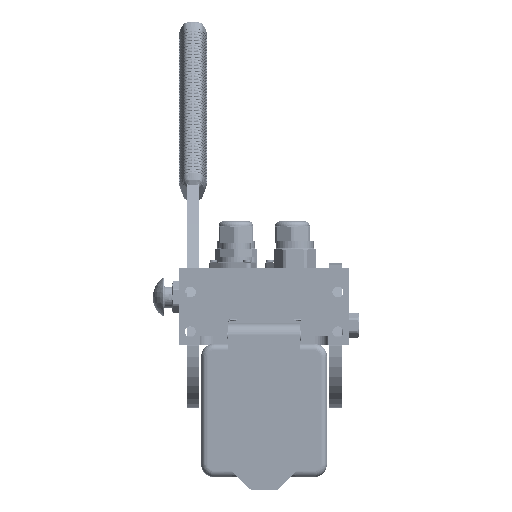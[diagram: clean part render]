
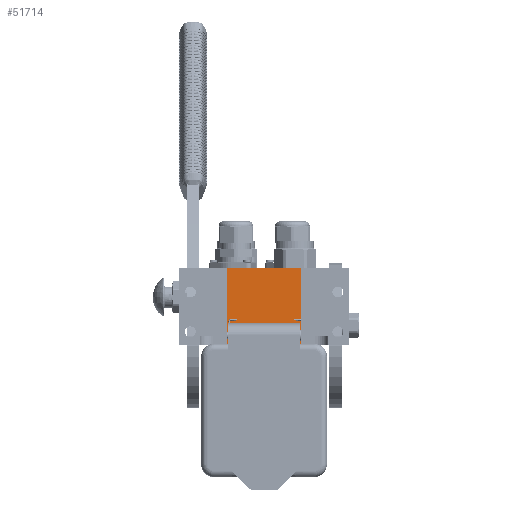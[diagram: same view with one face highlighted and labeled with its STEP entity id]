
A CAD part, left-side view. The second image highlights one B-rep face of the part: STEP entity #51714.
In plain terms, the highlighted face is planar.
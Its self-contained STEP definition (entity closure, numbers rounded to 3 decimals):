
#901 = VECTOR ( 'NONE', #177317, 1000. ) ;
#10313 = EDGE_CURVE ( 'NONE', #134423, #32665, #152424, .T. ) ;
#27397 = DIRECTION ( 'NONE',  ( -1., 0., 0. ) ) ;
#32665 = VERTEX_POINT ( 'NONE', #148060 ) ;
#34946 = LINE ( 'NONE', #110323, #59794 ) ;
#36582 = EDGE_CURVE ( 'NONE', #46144, #161581, #34946, .T. ) ;
#39258 = EDGE_CURVE ( 'NONE', #134423, #46144, #155304, .T. ) ;
#46144 = VERTEX_POINT ( 'NONE', #159033 ) ;
#51714 = ADVANCED_FACE ( 'NONE', ( #74998 ), #153793, .T. ) ;
#58513 = CARTESIAN_POINT ( 'NONE',  ( 29., 0., -107.5 ) ) ;
#59794 = VECTOR ( 'NONE', #78579, 1000. ) ;
#60681 = CARTESIAN_POINT ( 'NONE',  ( -29., 60.2, -107.5 ) ) ;
#63749 = VECTOR ( 'NONE', #186154, 1000. ) ;
#74347 = CARTESIAN_POINT ( 'NONE',  ( 29., 0., -107.5 ) ) ;
#74998 = FACE_OUTER_BOUND ( 'NONE', #136053, .T. ) ;
#78579 = DIRECTION ( 'NONE',  ( -1., 0., 0. ) ) ;
#87813 = ORIENTED_EDGE ( 'NONE', *, *, #200096, .T. ) ;
#90282 = DIRECTION ( 'NONE',  ( 0., 0., -1. ) ) ;
#102888 = DIRECTION ( 'NONE',  ( -1., 0., 0. ) ) ;
#110323 = CARTESIAN_POINT ( 'NONE',  ( 29., 60.2, -107.5 ) ) ;
#112086 = LINE ( 'NONE', #160731, #901 ) ;
#126262 = ORIENTED_EDGE ( 'NONE', *, *, #39258, .F. ) ;
#133053 = CARTESIAN_POINT ( 'NONE',  ( 29., 0., -107.5 ) ) ;
#134423 = VERTEX_POINT ( 'NONE', #133053 ) ;
#134780 = AXIS2_PLACEMENT_3D ( 'NONE', #58513, #90282, #27397 ) ;
#136053 = EDGE_LOOP ( 'NONE', ( #87813, #188254, #126262, #179960 ) ) ;
#148060 = CARTESIAN_POINT ( 'NONE',  ( -29., 0., -107.5 ) ) ;
#152424 = LINE ( 'NONE', #165716, #199281 ) ;
#153793 = PLANE ( 'NONE',  #134780 ) ;
#155304 = LINE ( 'NONE', #74347, #63749 ) ;
#159033 = CARTESIAN_POINT ( 'NONE',  ( 29., 60.2, -107.5 ) ) ;
#160731 = CARTESIAN_POINT ( 'NONE',  ( -29., 0., -107.5 ) ) ;
#161581 = VERTEX_POINT ( 'NONE', #60681 ) ;
#165716 = CARTESIAN_POINT ( 'NONE',  ( 29., 0., -107.5 ) ) ;
#177317 = DIRECTION ( 'NONE',  ( 0., 1., 0. ) ) ;
#179960 = ORIENTED_EDGE ( 'NONE', *, *, #10313, .T. ) ;
#186154 = DIRECTION ( 'NONE',  ( 0., 1., 0. ) ) ;
#188254 = ORIENTED_EDGE ( 'NONE', *, *, #36582, .F. ) ;
#199281 = VECTOR ( 'NONE', #102888, 1000. ) ;
#200096 = EDGE_CURVE ( 'NONE', #32665, #161581, #112086, .T. ) ;
